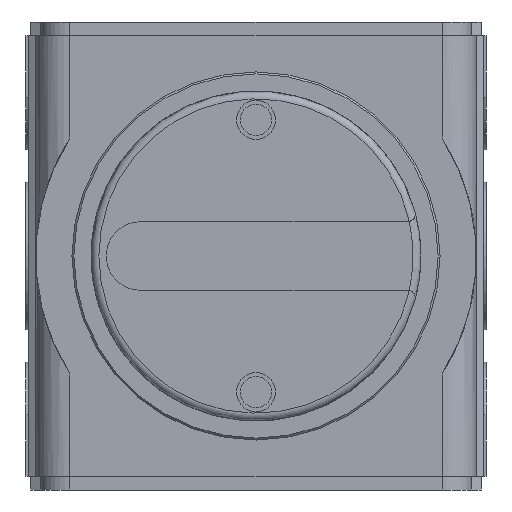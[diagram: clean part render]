
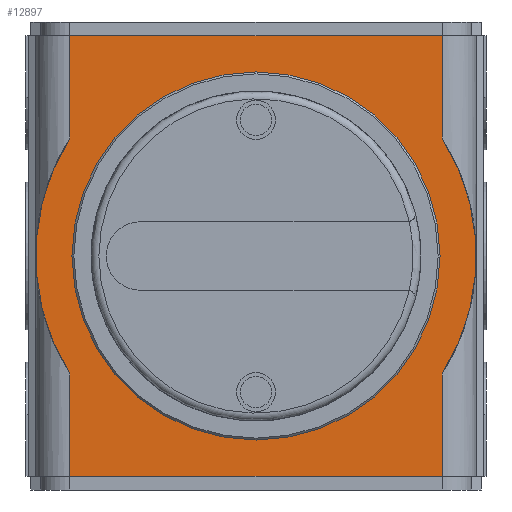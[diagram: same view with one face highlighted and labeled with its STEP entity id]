
A CAD part, front view. The second image highlights one B-rep face of the part: STEP entity #12897.
In plain terms, the highlighted planar face has unit normal (0, -1, 0).
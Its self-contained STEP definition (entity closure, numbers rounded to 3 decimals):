
#123=CARTESIAN_POINT('',(18.8,-26.,0.));
#124=VERTEX_POINT('',#123);
#125=CARTESIAN_POINT('',(0.,-26.,0.0));
#126=DIRECTION('',(0.0,1.0,0.0));
#127=DIRECTION('',(-1.0,0.0,0.0));
#128=AXIS2_PLACEMENT_3D('',#125,#126,#127);
#129=CIRCLE('',#128,18.8);
#130=EDGE_CURVE('',#124,#124,#129,.T.);
#5150=CARTESIAN_POINT('',(-19.,-26.0,22.5));
#5151=VERTEX_POINT('',#5150);
#5159=CARTESIAN_POINT('',(19.,-26.,22.5));
#5160=VERTEX_POINT('',#5159);
#5161=CARTESIAN_POINT('',(19.,-26.,22.5));
#5162=DIRECTION('',(-1.0,0.0,0.0));
#5163=VECTOR('',#5162,38.0);
#5164=LINE('',#5161,#5163);
#5165=EDGE_CURVE('',#5160,#5151,#5164,.T.);
#9289=CARTESIAN_POINT('',(-19.,-26.0,-12.052));
#9290=VERTEX_POINT('',#9289);
#9309=CARTESIAN_POINT('',(-19.,-26.0,12.052));
#9310=VERTEX_POINT('',#9309);
#9311=CARTESIAN_POINT('',(0.,-26.,0.0));
#9312=DIRECTION('',(0.0,1.,0.0));
#9313=DIRECTION('',(0.844,0.0,-0.536));
#9314=AXIS2_PLACEMENT_3D('',#9311,#9312,#9313);
#9315=CIRCLE('',#9314,22.5);
#9316=EDGE_CURVE('',#9290,#9310,#9315,.T.);
#9344=CARTESIAN_POINT('',(19.,-26.,-12.052));
#9345=VERTEX_POINT('',#9344);
#9362=CARTESIAN_POINT('',(19.,-26.,12.052));
#9363=VERTEX_POINT('',#9362);
#9380=CARTESIAN_POINT('',(0.,-26.,0.0));
#9381=DIRECTION('',(0.0,-1.,0.0));
#9382=DIRECTION('',(0.844,0.0,-0.536));
#9383=AXIS2_PLACEMENT_3D('',#9380,#9381,#9382);
#9384=CIRCLE('',#9383,22.5);
#9385=EDGE_CURVE('',#9345,#9363,#9384,.T.);
#9396=CARTESIAN_POINT('',(-19.,-26.0,22.5));
#9397=DIRECTION('',(0.0,0.0,-1.0));
#9398=VECTOR('',#9397,10.448);
#9399=LINE('',#9396,#9398);
#9400=EDGE_CURVE('',#5151,#9310,#9399,.T.);
#9426=CARTESIAN_POINT('',(-19.,-26.0,-22.5));
#9427=VERTEX_POINT('',#9426);
#9435=CARTESIAN_POINT('',(-19.,-26.0,-12.052));
#9436=DIRECTION('',(0.0,0.0,-1.0));
#9437=VECTOR('',#9436,10.448);
#9438=LINE('',#9435,#9437);
#9439=EDGE_CURVE('',#9290,#9427,#9438,.T.);
#9457=CARTESIAN_POINT('',(19.,-26.,22.5));
#9458=DIRECTION('',(0.0,0.0,-1.0));
#9459=VECTOR('',#9458,10.448);
#9460=LINE('',#9457,#9459);
#9461=EDGE_CURVE('',#5160,#9363,#9460,.T.);
#11284=CARTESIAN_POINT('',(19.,-26.,-22.5));
#11285=VERTEX_POINT('',#11284);
#11293=CARTESIAN_POINT('',(-19.,-26.0,-22.5));
#11294=DIRECTION('',(1.0,0.0,0.0));
#11295=VECTOR('',#11294,38.0);
#11296=LINE('',#11293,#11295);
#11297=EDGE_CURVE('',#9427,#11285,#11296,.T.);
#12868=CARTESIAN_POINT('',(19.,-26.,-12.052));
#12869=DIRECTION('',(0.0,0.0,-1.0));
#12870=VECTOR('',#12869,10.448);
#12871=LINE('',#12868,#12870);
#12872=EDGE_CURVE('',#9345,#11285,#12871,.T.);
#12879=CARTESIAN_POINT('',(19.,-26.,0.0));
#12880=DIRECTION('',(0.0,-1.0,0.0));
#12881=DIRECTION('',(0.0,0.0,-1.0));
#12882=AXIS2_PLACEMENT_3D('',#12879,#12880,#12881);
#12883=PLANE('',#12882);
#12884=ORIENTED_EDGE('',*,*,#5165,.T.);
#12885=ORIENTED_EDGE('',*,*,#9400,.T.);
#12886=ORIENTED_EDGE('',*,*,#9316,.F.);
#12887=ORIENTED_EDGE('',*,*,#9439,.T.);
#12888=ORIENTED_EDGE('',*,*,#11297,.T.);
#12889=ORIENTED_EDGE('',*,*,#12872,.F.);
#12890=ORIENTED_EDGE('',*,*,#9385,.T.);
#12891=ORIENTED_EDGE('',*,*,#9461,.F.);
#12892=EDGE_LOOP('',(#12884,#12885,#12886,#12887,#12888,#12889,#12890,#12891));
#12893=FACE_OUTER_BOUND('',#12892,.T.);
#12894=ORIENTED_EDGE('',*,*,#130,.T.);
#12895=EDGE_LOOP('',(#12894));
#12896=FACE_BOUND('',#12895,.T.);
#12897=ADVANCED_FACE('',(#12893,#12896),#12883,.T.);
